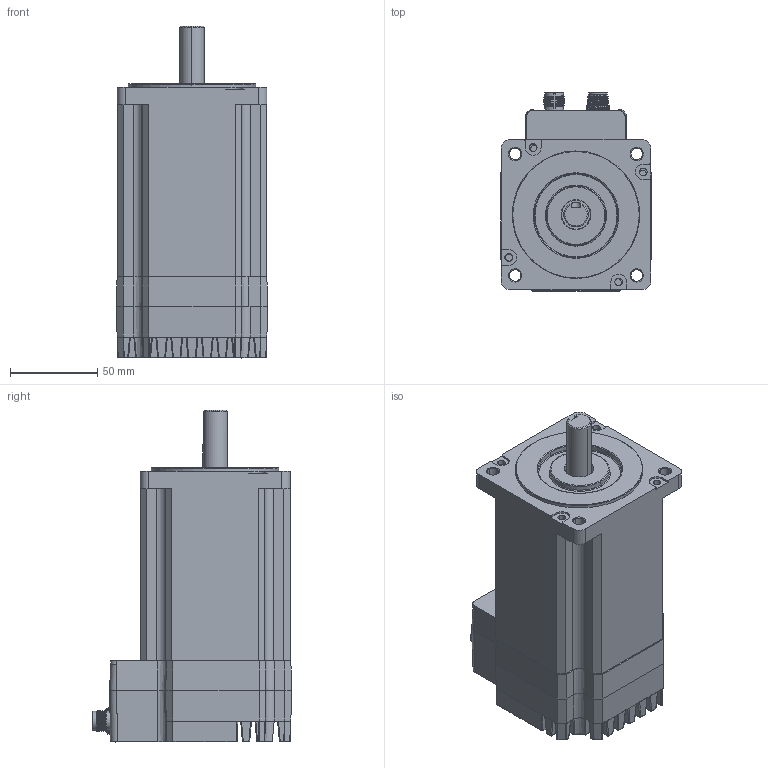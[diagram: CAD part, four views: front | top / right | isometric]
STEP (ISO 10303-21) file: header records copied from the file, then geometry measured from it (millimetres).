
FILE_DESCRIPTION (( 'STEP AP214' ), '1' );
FILE_NAME ('MST342.STEP', '2024-04-22T13:52:15', ( '' ), ( '' ), 'SwSTEP 2.0', 'SolidWorks 2023', '' );
FILE_SCHEMA (( 'AUTOMOTIVE_DESIGN' ));
Length unit declared in the file: millimetre
Products named in the file (3): MIS342 motor single shaft; MST340C50BT2MP9.0J (back); MST342
Assembly tree (2 placements, depth 2):
  MST342
    MST340C50BT2MP9.0J (back)
    MIS342 motor single shaft
Bounding box: 86.41 x 113.86 x 190.1 mm (x, y, z)
Volume: 1038818.5 mm3; surface area: 111133.1 mm2
Topology: 2 solids, 11 shells, 1349 faces, 3402 edges, 2117 vertices
Faces by surface type: cylinder 549, plane 427, bspline 271, cone 94, torus 8
Entity records: 72524 total; most frequent: CARTESIAN_POINT 28306, ORIENTED_EDGE 6760, DIRECTION 5132, EDGE_CURVE 3380, VERTEX_POINT 2117, AXIS2_PLACEMENT_3D 1837, LINE 1458, VECTOR 1458
